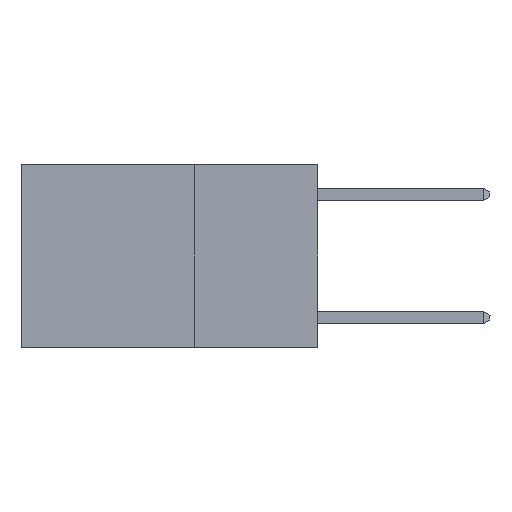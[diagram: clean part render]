
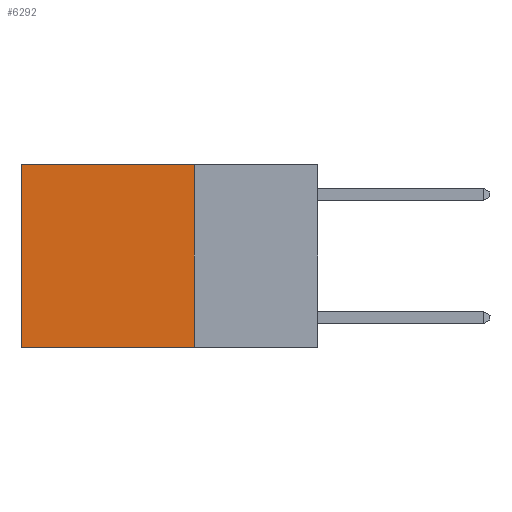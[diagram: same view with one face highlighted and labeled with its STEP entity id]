
A CAD part, left-side view. The second image highlights one B-rep face of the part: STEP entity #6292.
In plain terms, the highlighted planar face has unit normal (-1, 0, 0).
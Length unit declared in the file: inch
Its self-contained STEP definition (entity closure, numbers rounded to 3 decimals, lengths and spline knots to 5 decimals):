
#1393 = DIRECTION ( 'NONE',  ( 0., 1., 0. ) ) ;
#1434 = EDGE_CURVE ( 'NONE', #3570, #12566, #11466, .T. ) ;
#2685 = CARTESIAN_POINT ( 'NONE',  ( 0.2625, 0.6, 0. ) ) ;
#2913 = CARTESIAN_POINT ( 'NONE',  ( 0.2625, 0.25, 0. ) ) ;
#3225 = DIRECTION ( 'NONE',  ( 0., 0., -1. ) ) ;
#3317 = ORIENTED_EDGE ( 'NONE', *, *, #13687, .T. ) ;
#3459 = CARTESIAN_POINT ( 'NONE',  ( 0.2625, 0.25, 0. ) ) ;
#3570 = VERTEX_POINT ( 'NONE', #2685 ) ;
#3773 = FACE_OUTER_BOUND ( 'NONE', #10887, .T. ) ;
#3976 = EDGE_CURVE ( 'NONE', #13565, #7984, #8357, .T. ) ;
#4351 = CARTESIAN_POINT ( 'NONE',  ( 0.2625, 0.25, -0.37 ) ) ;
#4635 = DIRECTION ( 'NONE',  ( 0., 1., 0. ) ) ;
#4787 = CARTESIAN_POINT ( 'NONE',  ( 0.2625, 0.25, 0. ) ) ;
#5068 = DIRECTION ( 'NONE',  ( 1., 0., 0. ) ) ;
#5119 = ORIENTED_EDGE ( 'NONE', *, *, #9035, .F. ) ;
#5438 = ORIENTED_EDGE ( 'NONE', *, *, #1434, .T. ) ;
#6292 = ADVANCED_FACE ( 'NONE', ( #3773 ), #7268, .F. ) ;
#7036 = LINE ( 'NONE', #10153, #9606 ) ;
#7077 = CARTESIAN_POINT ( 'NONE',  ( 0.2625, 0.25, 0. ) ) ;
#7101 = CARTESIAN_POINT ( 'NONE',  ( 0.2625, 0.6, -0.37 ) ) ;
#7164 = DIRECTION ( 'NONE',  ( 0., 0., -1. ) ) ;
#7268 = PLANE ( 'NONE',  #10688 ) ;
#7984 = VERTEX_POINT ( 'NONE', #4351 ) ;
#8357 = LINE ( 'NONE', #7077, #13817 ) ;
#8478 = VECTOR ( 'NONE', #1393, 39.37008 ) ;
#8656 = CARTESIAN_POINT ( 'NONE',  ( 0.2625, 0.6, 0. ) ) ;
#9035 = EDGE_CURVE ( 'NONE', #7984, #12566, #7036, .T. ) ;
#9135 = DIRECTION ( 'NONE',  ( 0., 0., -1. ) ) ;
#9606 = VECTOR ( 'NONE', #4635, 39.37008 ) ;
#10153 = CARTESIAN_POINT ( 'NONE',  ( 0.2625, 0.25, -0.37 ) ) ;
#10347 = LINE ( 'NONE', #4787, #8478 ) ;
#10688 = AXIS2_PLACEMENT_3D ( 'NONE', #2913, #5068, #7164 ) ;
#10887 = EDGE_LOOP ( 'NONE', ( #5438, #5119, #11316, #3317 ) ) ;
#11316 = ORIENTED_EDGE ( 'NONE', *, *, #3976, .F. ) ;
#11466 = LINE ( 'NONE', #8656, #13352 ) ;
#12566 = VERTEX_POINT ( 'NONE', #7101 ) ;
#13352 = VECTOR ( 'NONE', #3225, 39.37008 ) ;
#13565 = VERTEX_POINT ( 'NONE', #3459 ) ;
#13687 = EDGE_CURVE ( 'NONE', #13565, #3570, #10347, .T. ) ;
#13817 = VECTOR ( 'NONE', #9135, 39.37008 ) ;
